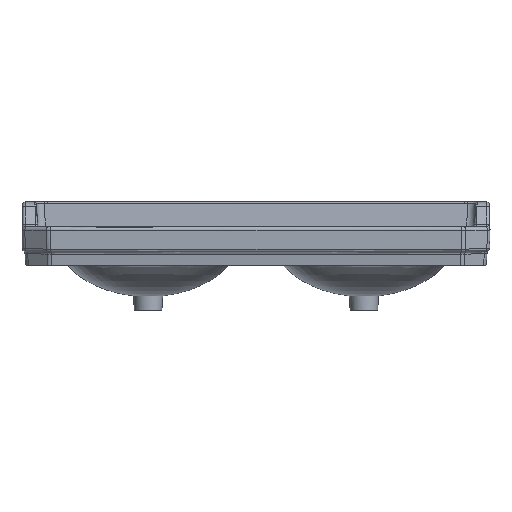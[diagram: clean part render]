
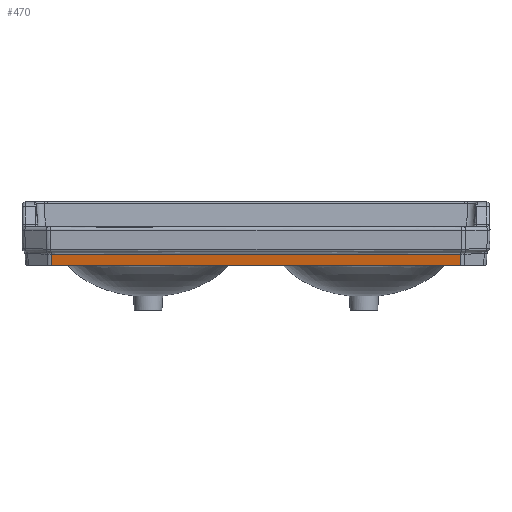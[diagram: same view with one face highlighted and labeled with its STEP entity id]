
A CAD part, front view. The second image highlights one B-rep face of the part: STEP entity #470.
In plain terms, the highlighted free-form (B-spline) face has degree [3, 1] with [7, 2] control points.
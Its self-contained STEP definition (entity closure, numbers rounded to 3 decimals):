
#137=(
BOUNDED_CURVE()
B_SPLINE_CURVE(3,(#83402,#83403,#83404,#83405,#83406,#83407,#83408,#83409,
#83410,#83411),.UNSPECIFIED.,.F.,.F.)
B_SPLINE_CURVE_WITH_KNOTS((4,3,3,4),(1.059,1.413,
1059.886,1060.24),.UNSPECIFIED.)
CURVE()
GEOMETRIC_REPRESENTATION_ITEM()
RATIONAL_B_SPLINE_CURVE((1.,1.,1.,1.,1.,1.,1.,1.,1.,1.))
REPRESENTATION_ITEM('')
);
#138=(
BOUNDED_CURVE()
B_SPLINE_CURVE(3,(#83475,#83476,#83477,#83478),.UNSPECIFIED.,.F.,.F.)
B_SPLINE_CURVE_WITH_KNOTS((4,4),(6.575,38.01),
 .UNSPECIFIED.)
CURVE()
GEOMETRIC_REPRESENTATION_ITEM()
RATIONAL_B_SPLINE_CURVE((1.,1.,1.,1.))
REPRESENTATION_ITEM('')
);
#140=(
BOUNDED_CURVE()
B_SPLINE_CURVE(1,(#83579,#83580),.UNSPECIFIED.,.F.,.F.)
B_SPLINE_CURVE_WITH_KNOTS((2,2),(0.,1123.639),.UNSPECIFIED.)
CURVE()
GEOMETRIC_REPRESENTATION_ITEM()
RATIONAL_B_SPLINE_CURVE((1.,1.))
REPRESENTATION_ITEM('')
);
#141=(
BOUNDED_CURVE()
B_SPLINE_CURVE(3,(#83581,#83582,#83583,#83584),.UNSPECIFIED.,.F.,.F.)
B_SPLINE_CURVE_WITH_KNOTS((4,4),(-38.01,-6.576),
 .UNSPECIFIED.)
CURVE()
GEOMETRIC_REPRESENTATION_ITEM()
RATIONAL_B_SPLINE_CURVE((1.,1.,1.,1.))
REPRESENTATION_ITEM('')
);
#281=(
BOUNDED_SURFACE()
B_SPLINE_SURFACE(3,1,((#50901,#50902),(#50903,#50904),(#50905,#50906),(#50907,
#50908),(#50909,#50910),(#50911,#50912),(#50913,#50914)),.UNSPECIFIED.,
 .F.,.F.,.F.)
B_SPLINE_SURFACE_WITH_KNOTS((4,3,4),(2,2),(-38.01,-6.186,
47.279),(-1.124,1123.639),.UNSPECIFIED.)
GEOMETRIC_REPRESENTATION_ITEM()
RATIONAL_B_SPLINE_SURFACE(((1.,1.),(1.,1.),(1.,1.),(1.,1.),(1.,1.),(1.,
1.),(1.,1.)))
REPRESENTATION_ITEM('')
SURFACE()
);
#470=ADVANCED_FACE('',(#655),#281,.T.);
#655=FACE_OUTER_BOUND('',#848,.T.);
#848=EDGE_LOOP('',(#1413,#1414,#1415,#1416));
#1413=ORIENTED_EDGE('',*,*,#2035,.T.);
#1414=ORIENTED_EDGE('',*,*,#2050,.F.);
#1415=ORIENTED_EDGE('',*,*,#2049,.F.);
#1416=ORIENTED_EDGE('',*,*,#2041,.F.);
#2035=EDGE_CURVE('',#2644,#2641,#137,.T.);
#2041=EDGE_CURVE('',#2644,#2648,#138,.T.);
#2049=EDGE_CURVE('',#2648,#2653,#140,.T.);
#2050=EDGE_CURVE('',#2653,#2641,#141,.T.);
#2641=VERTEX_POINT('',#78878);
#2644=VERTEX_POINT('',#78881);
#2648=VERTEX_POINT('',#78885);
#2653=VERTEX_POINT('',#78890);
#50901=CARTESIAN_POINT('',(-530.542,-499.787,144.381));
#50902=CARTESIAN_POINT('',(529.483,-499.787,144.38));
#50903=CARTESIAN_POINT('',(-530.571,-498.408,134.556));
#50904=CARTESIAN_POINT('',(529.512,-498.408,134.555));
#50905=CARTESIAN_POINT('',(-530.607,-497.027,124.731));
#50906=CARTESIAN_POINT('',(529.548,-497.027,124.731));
#50907=CARTESIAN_POINT('',(-530.651,-495.644,114.906));
#50908=CARTESIAN_POINT('',(529.592,-495.644,114.906));
#50909=CARTESIAN_POINT('',(-530.726,-493.32,98.401));
#50910=CARTESIAN_POINT('',(529.666,-493.32,98.401));
#50911=CARTESIAN_POINT('',(-530.8,-490.996,81.896));
#50912=CARTESIAN_POINT('',(529.741,-490.996,81.895));
#50913=CARTESIAN_POINT('',(-530.875,-488.672,65.39));
#50914=CARTESIAN_POINT('',(529.815,-488.672,65.39));
#78878=CARTESIAN_POINT('',(529.591,-495.694,115.267));
#78881=CARTESIAN_POINT('',(-529.591,-495.694,115.267));
#78885=CARTESIAN_POINT('',(-529.483,-499.787,144.381));
#78890=CARTESIAN_POINT('',(529.483,-499.787,144.38));
#83402=CARTESIAN_POINT('',(-529.591,-495.694,115.267));
#83403=CARTESIAN_POINT('',(-529.473,-495.694,115.267));
#83404=CARTESIAN_POINT('',(-529.355,-495.694,115.267));
#83405=CARTESIAN_POINT('',(-529.237,-495.694,115.267));
#83406=CARTESIAN_POINT('',(-176.412,-495.694,115.267));
#83407=CARTESIAN_POINT('',(176.412,-495.694,115.267));
#83408=CARTESIAN_POINT('',(529.237,-495.694,115.267));
#83409=CARTESIAN_POINT('',(529.355,-495.694,115.267));
#83410=CARTESIAN_POINT('',(529.473,-495.694,115.267));
#83411=CARTESIAN_POINT('',(529.591,-495.694,115.267));
#83475=CARTESIAN_POINT('',(-529.591,-495.694,115.267));
#83476=CARTESIAN_POINT('',(-529.547,-497.061,124.971));
#83477=CARTESIAN_POINT('',(-529.512,-498.425,134.676));
#83478=CARTESIAN_POINT('',(-529.483,-499.787,144.381));
#83579=CARTESIAN_POINT('',(-529.483,-499.787,144.381));
#83580=CARTESIAN_POINT('',(529.483,-499.787,144.38));
#83581=CARTESIAN_POINT('',(529.483,-499.787,144.38));
#83582=CARTESIAN_POINT('',(529.512,-498.425,134.676));
#83583=CARTESIAN_POINT('',(529.547,-497.06,124.971));
#83584=CARTESIAN_POINT('',(529.591,-495.694,115.267));
